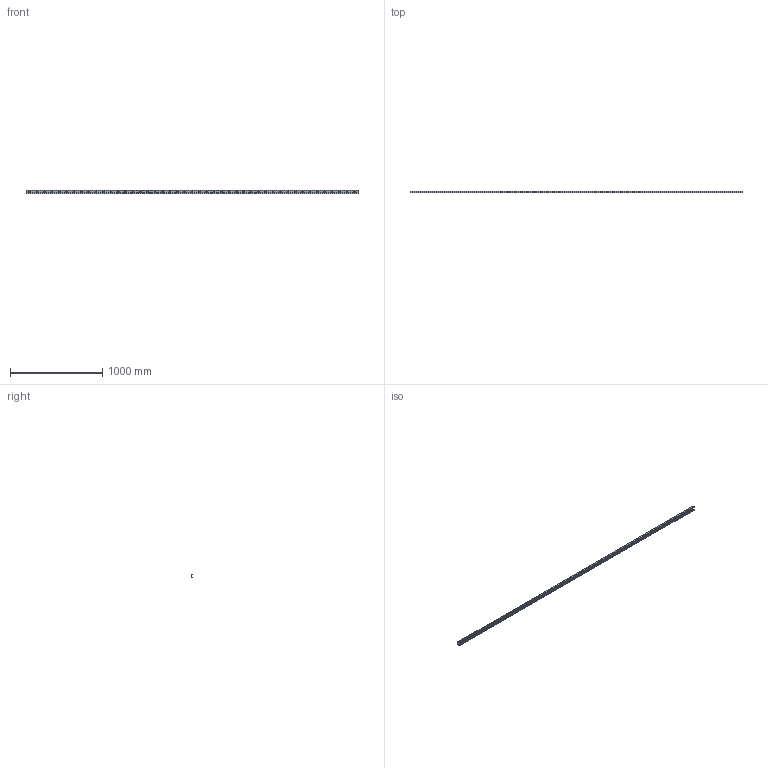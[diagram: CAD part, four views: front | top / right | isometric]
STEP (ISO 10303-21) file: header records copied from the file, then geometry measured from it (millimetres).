
FILE_DESCRIPTION((''),'2;1');
FILE_NAME('LCX 43-3600.C.stp','2016-04-28T09:44:06',('MRathmann'),(''),'Autodesk Inventor 2012','Autodesk Inventor 2012','');
FILE_SCHEMA(('CONFIG_CONTROL_DESIGN'));
Length unit declared in the file: millimetre
Products named in the file (1): LCX 43-3600.C
Bounding box: 3600 x 21 x 43 mm (x, y, z)
Volume: 1215039.7 mm3; surface area: 576588.2 mm2
Topology: 1 solids, 1 shells, 163 faces, 393 edges, 277 vertices
Faces by surface type: cylinder 103, plane 60
Full cylindrical faces by diameter (mm): 10.5 x45, 18 x45
Entity records: 4264 total; most frequent: DIRECTION 792, CARTESIAN_POINT 654, ORIENTED_EDGE 516, EDGE_LOOP 388, AXIS2_PLACEMENT_3D 370, EDGE_CURVE 258, VERTEX_POINT 232, FACE_BOUND 225
